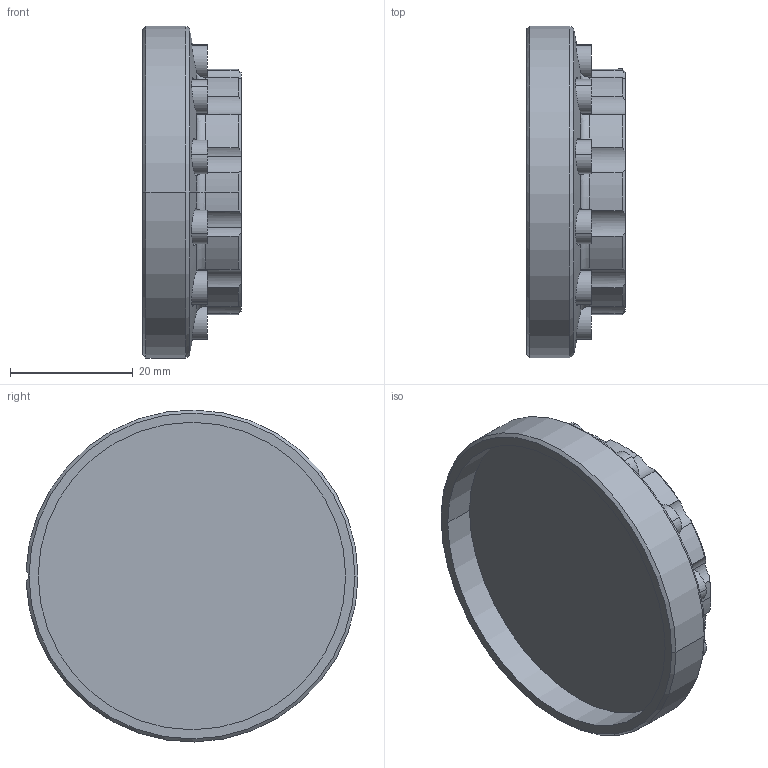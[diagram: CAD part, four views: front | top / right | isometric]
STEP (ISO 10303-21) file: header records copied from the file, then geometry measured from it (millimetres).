
FILE_DESCRIPTION (( 'STEP AP203' ), '1' );
FILE_NAME ('A6_Default_sldprt.STEP', '2021-04-18T17:54:31', ( '' ), ( '' ), 'SwSTEP 2.0', 'SolidWorks 2020', '' );
FILE_SCHEMA (( 'CONFIG_CONTROL_DESIGN' ));
Length unit declared in the file: millimetre
Products named in the file (1): A6_Default_sldprt
Bounding box: 16 x 53.99 x 53.99 mm (x, y, z)
Volume: 15993.9 mm3; surface area: 9349.2 mm2
Topology: 1 solids, 1 shells, 156 faces, 388 edges, 256 vertices
Faces by surface type: cylinder 85, plane 38, cone 20, torus 13
Entity records: 5403 total; most frequent: CARTESIAN_POINT 1586, DIRECTION 805, ORIENTED_EDGE 776, EDGE_CURVE 388, AXIS2_PLACEMENT_3D 350, VERTEX_POINT 256, CIRCLE 193, EDGE_LOOP 178
